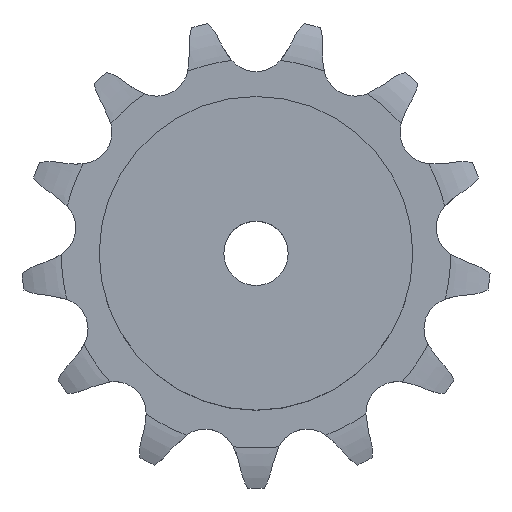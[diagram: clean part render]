
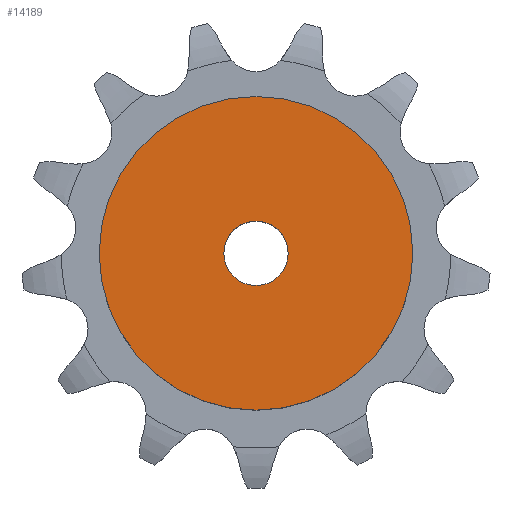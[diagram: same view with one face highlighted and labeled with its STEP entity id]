
A CAD part, top view. The second image highlights one B-rep face of the part: STEP entity #14189.
In plain terms, the highlighted planar face has unit normal (0, 0, 1).
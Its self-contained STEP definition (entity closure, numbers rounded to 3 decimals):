
#2196 = CYLINDRICAL_SURFACE('',#2197,19.5);
#2197 = AXIS2_PLACEMENT_3D('',#2198,#2199,#2200);
#2198 = CARTESIAN_POINT('',(0.,0.,0.));
#2199 = DIRECTION('',(-0.,-0.,-1.));
#2200 = DIRECTION('',(1.,0.,0.));
#9182 = VERTEX_POINT('',#9183);
#9183 = CARTESIAN_POINT('',(19.5,0.,16.));
#9204 = EDGE_CURVE('',#9182,#9182,#9205,.T.);
#9205 = SURFACE_CURVE('',#9206,(#9211,#9218),.PCURVE_S1.);
#9206 = CIRCLE('',#9207,19.5);
#9207 = AXIS2_PLACEMENT_3D('',#9208,#9209,#9210);
#9208 = CARTESIAN_POINT('',(0.,0.,16.));
#9209 = DIRECTION('',(0.,0.,1.));
#9210 = DIRECTION('',(1.,0.,0.));
#9211 = PCURVE('',#2196,#9212);
#9212 = DEFINITIONAL_REPRESENTATION('',(#9213),#9217);
#9213 = LINE('',#9214,#9215);
#9214 = CARTESIAN_POINT('',(-0.,-16.));
#9215 = VECTOR('',#9216,1.);
#9216 = DIRECTION('',(-1.,0.));
#9217 = ( GEOMETRIC_REPRESENTATION_CONTEXT(2) 
PARAMETRIC_REPRESENTATION_CONTEXT() REPRESENTATION_CONTEXT('2D SPACE',''
  ) );
#9218 = PCURVE('',#9219,#9224);
#9219 = PLANE('',#9220);
#9220 = AXIS2_PLACEMENT_3D('',#9221,#9222,#9223);
#9221 = CARTESIAN_POINT('',(0.,0.,16.)
  );
#9222 = DIRECTION('',(0.,0.,1.));
#9223 = DIRECTION('',(1.,0.,0.));
#9224 = DEFINITIONAL_REPRESENTATION('',(#9225),#9229);
#9225 = CIRCLE('',#9226,19.5);
#9226 = AXIS2_PLACEMENT_2D('',#9227,#9228);
#9227 = CARTESIAN_POINT('',(0.,0.));
#9228 = DIRECTION('',(1.,0.));
#9229 = ( GEOMETRIC_REPRESENTATION_CONTEXT(2) 
PARAMETRIC_REPRESENTATION_CONTEXT() REPRESENTATION_CONTEXT('2D SPACE',''
  ) );
#12150 = CYLINDRICAL_SURFACE('',#12151,4.);
#12151 = AXIS2_PLACEMENT_3D('',#12152,#12153,#12154);
#12152 = CARTESIAN_POINT('',(0.,0.,97.449));
#12153 = DIRECTION('',(0.,0.,1.));
#12154 = DIRECTION('',(1.,0.,0.));
#14189 = ADVANCED_FACE('',(#14190,#14193),#9219,.T.);
#14190 = FACE_BOUND('',#14191,.T.);
#14191 = EDGE_LOOP('',(#14192));
#14192 = ORIENTED_EDGE('',*,*,#9204,.T.);
#14193 = FACE_BOUND('',#14194,.T.);
#14194 = EDGE_LOOP('',(#14195));
#14195 = ORIENTED_EDGE('',*,*,#14196,.F.);
#14196 = EDGE_CURVE('',#14197,#14197,#14199,.T.);
#14197 = VERTEX_POINT('',#14198);
#14198 = CARTESIAN_POINT('',(4.,0.,16.));
#14199 = SURFACE_CURVE('',#14200,(#14205,#14212),.PCURVE_S1.);
#14200 = CIRCLE('',#14201,4.);
#14201 = AXIS2_PLACEMENT_3D('',#14202,#14203,#14204);
#14202 = CARTESIAN_POINT('',(0.,0.,16.));
#14203 = DIRECTION('',(0.,0.,1.));
#14204 = DIRECTION('',(1.,0.,0.));
#14205 = PCURVE('',#9219,#14206);
#14206 = DEFINITIONAL_REPRESENTATION('',(#14207),#14211);
#14207 = CIRCLE('',#14208,4.);
#14208 = AXIS2_PLACEMENT_2D('',#14209,#14210);
#14209 = CARTESIAN_POINT('',(0.,0.));
#14210 = DIRECTION('',(1.,0.));
#14211 = ( GEOMETRIC_REPRESENTATION_CONTEXT(2) 
PARAMETRIC_REPRESENTATION_CONTEXT() REPRESENTATION_CONTEXT('2D SPACE',''
  ) );
#14212 = PCURVE('',#12150,#14213);
#14213 = DEFINITIONAL_REPRESENTATION('',(#14214),#14218);
#14214 = LINE('',#14215,#14216);
#14215 = CARTESIAN_POINT('',(0.,-81.449));
#14216 = VECTOR('',#14217,1.);
#14217 = DIRECTION('',(1.,0.));
#14218 = ( GEOMETRIC_REPRESENTATION_CONTEXT(2) 
PARAMETRIC_REPRESENTATION_CONTEXT() REPRESENTATION_CONTEXT('2D SPACE',''
  ) );
